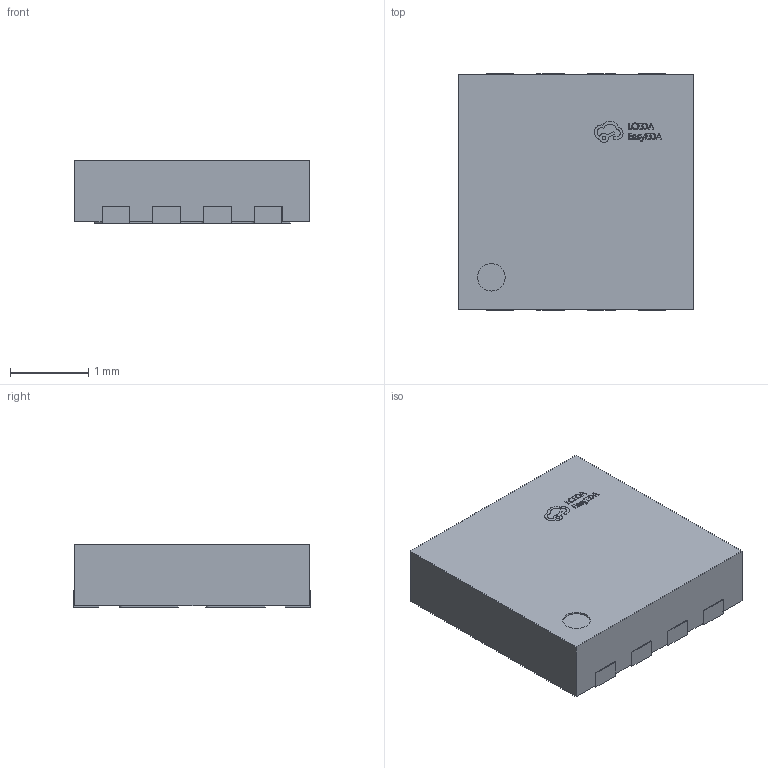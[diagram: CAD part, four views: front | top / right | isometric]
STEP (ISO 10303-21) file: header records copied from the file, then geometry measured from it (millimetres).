
FILE_DESCRIPTION (( 'STEP AP214' ), '1' );
FILE_NAME ('POWER33-8_L3.0-W3.0-P0.65-BL-EP_FDMC89521L.step', '2022-07-09T03:55:42', ( '' ), ( '' ), 'SwSTEP 2.0', 'SolidWorks 2020', '' );
FILE_SCHEMA (( 'AUTOMOTIVE_DESIGN' ));
Length unit declared in the file: millimetre
Products named in the file (1): POWER33-8_L3.0-W3.0-P0.65-BL-EP_FDMC89521L
Bounding box: 3 x 3.02 x 0.8 mm (x, y, z)
Volume: 7.1 mm3; surface area: 28.1 mm2
Topology: 1 solids, 1 shells, 387 faces, 1068 edges, 712 vertices
Faces by surface type: plane 252, bspline 114, cylinder 21
Entity records: 16323 total; most frequent: CARTESIAN_POINT 4530, ORIENTED_EDGE 2136, DIRECTION 1426, EDGE_CURVE 1068, VECTOR 794, LINE 794, VERTEX_POINT 712, EDGE_LOOP 416
